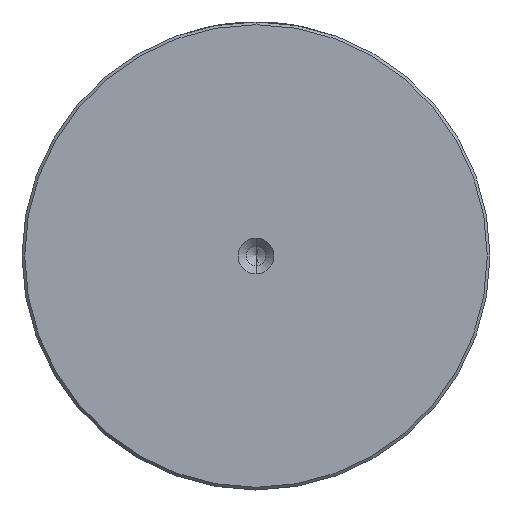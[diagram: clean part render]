
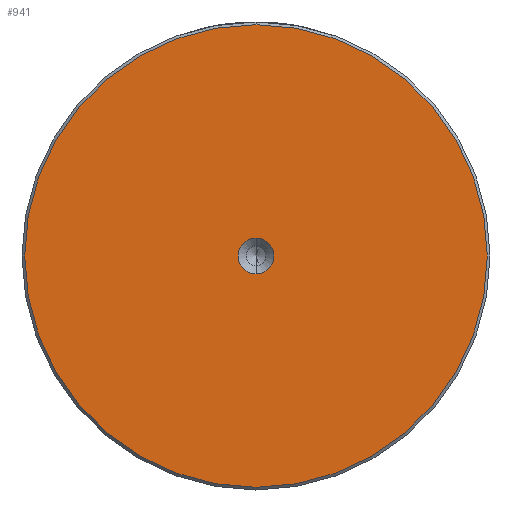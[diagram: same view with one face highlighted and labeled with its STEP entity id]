
A CAD part, left-side view. The second image highlights one B-rep face of the part: STEP entity #941.
In plain terms, the highlighted planar face has unit normal (-1, 0, 0).
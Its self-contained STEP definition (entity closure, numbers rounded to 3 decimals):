
#144 = EDGE_CURVE ( 'NONE', #1587, #2040, #543, .T. ) ;
#217 = EDGE_CURVE ( 'NONE', #2620, #3218, #1278, .T. ) ;
#222 = CARTESIAN_POINT ( 'NONE',  ( 0., 0., 0. ) ) ;
#284 = ORIENTED_EDGE ( 'NONE', *, *, #144, .F. ) ;
#380 = DIRECTION ( 'NONE',  ( 0., 0., 1. ) ) ;
#393 = DIRECTION ( 'NONE',  ( -1., 0., 0. ) ) ;
#408 = CARTESIAN_POINT ( 'NONE',  ( 0., 0., 0. ) ) ;
#420 = CARTESIAN_POINT ( 'NONE',  ( 0., 0., 3.3 ) ) ;
#473 = AXIS2_PLACEMENT_3D ( 'NONE', #1044, #1031, #787 ) ;
#543 = CIRCLE ( 'NONE', #2118, 3.3 ) ;
#669 = CARTESIAN_POINT ( 'NONE',  ( 0., 0., -42.5 ) ) ;
#677 = AXIS2_PLACEMENT_3D ( 'NONE', #2959, #1428, #3220 ) ;
#745 = CARTESIAN_POINT ( 'NONE',  ( 0., 0., -3.3 ) ) ;
#787 = DIRECTION ( 'NONE',  ( 0., 0., 1. ) ) ;
#839 = CIRCLE ( 'NONE', #1153, 42.5 ) ;
#941 = ADVANCED_FACE ( 'NONE', ( #1377, #2662 ), #3345, .T. ) ;
#968 = EDGE_LOOP ( 'NONE', ( #1441, #284 ) ) ;
#1031 = DIRECTION ( 'NONE',  ( -1., 0., 0. ) ) ;
#1040 = DIRECTION ( 'NONE',  ( -1., 0., 0. ) ) ;
#1044 = CARTESIAN_POINT ( 'NONE',  ( 0., 0., 0. ) ) ;
#1153 = AXIS2_PLACEMENT_3D ( 'NONE', #1464, #3255, #1717 ) ;
#1278 = CIRCLE ( 'NONE', #473, 42.5 ) ;
#1377 = FACE_OUTER_BOUND ( 'NONE', #1864, .T. ) ;
#1428 = DIRECTION ( 'NONE',  ( -1., 0., 0. ) ) ;
#1441 = ORIENTED_EDGE ( 'NONE', *, *, #1971, .F. ) ;
#1464 = CARTESIAN_POINT ( 'NONE',  ( 0., 0., 0. ) ) ;
#1587 = VERTEX_POINT ( 'NONE', #745 ) ;
#1717 = DIRECTION ( 'NONE',  ( 0., 0., 1. ) ) ;
#1864 = EDGE_LOOP ( 'NONE', ( #2624, #2297 ) ) ;
#1971 = EDGE_CURVE ( 'NONE', #2040, #1587, #2573, .T. ) ;
#2040 = VERTEX_POINT ( 'NONE', #420 ) ;
#2118 = AXIS2_PLACEMENT_3D ( 'NONE', #408, #393, #380 ) ;
#2262 = AXIS2_PLACEMENT_3D ( 'NONE', #222, #1040, #2842 ) ;
#2297 = ORIENTED_EDGE ( 'NONE', *, *, #217, .T. ) ;
#2412 = CARTESIAN_POINT ( 'NONE',  ( 0., 0., 42.5 ) ) ;
#2573 = CIRCLE ( 'NONE', #677, 3.3 ) ;
#2620 = VERTEX_POINT ( 'NONE', #2412 ) ;
#2624 = ORIENTED_EDGE ( 'NONE', *, *, #3226, .T. ) ;
#2662 = FACE_BOUND ( 'NONE', #968, .T. ) ;
#2842 = DIRECTION ( 'NONE',  ( 0., 0., 1. ) ) ;
#2959 = CARTESIAN_POINT ( 'NONE',  ( 0., 0., 0. ) ) ;
#3218 = VERTEX_POINT ( 'NONE', #669 ) ;
#3220 = DIRECTION ( 'NONE',  ( 0., 0., 1. ) ) ;
#3226 = EDGE_CURVE ( 'NONE', #3218, #2620, #839, .T. ) ;
#3255 = DIRECTION ( 'NONE',  ( -1., 0., 0. ) ) ;
#3345 = PLANE ( 'NONE',  #2262 ) ;
